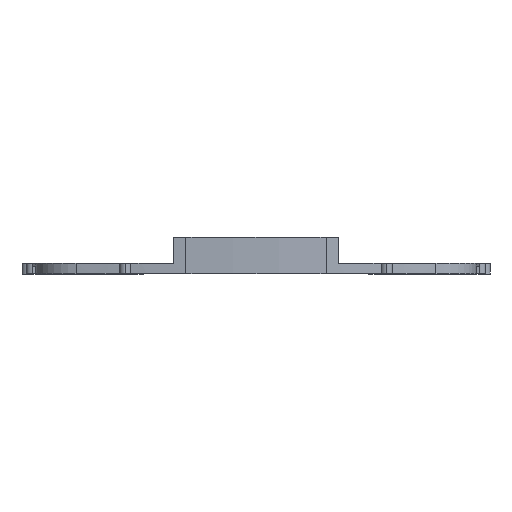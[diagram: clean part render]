
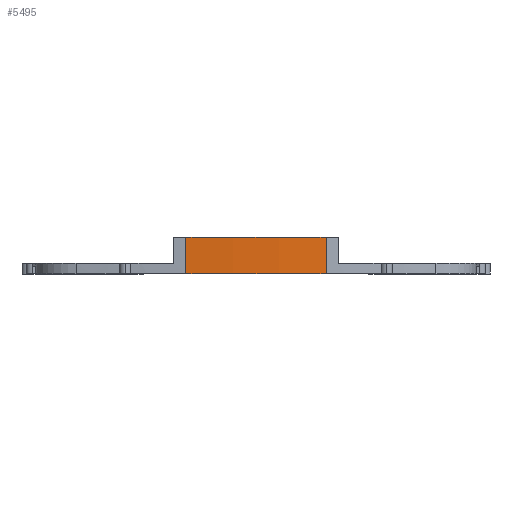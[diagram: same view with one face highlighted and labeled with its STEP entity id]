
A CAD part, top view. The second image highlights one B-rep face of the part: STEP entity #5495.
In plain terms, the highlighted cylindrical face has radius 324.184 mm (diameter 648.369 mm), a partial arc.
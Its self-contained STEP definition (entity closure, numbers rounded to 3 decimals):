
#17 = CARTESIAN_POINT ( 'NONE',  ( -26.817, -2., -1.076 ) ) ;
#62 = CARTESIAN_POINT ( 'NONE',  ( 0., -2., -324.15 ) ) ;
#139 = VERTEX_POINT ( 'NONE', #10669 ) ;
#294 = DIRECTION ( 'NONE',  ( 0., -1., 0. ) ) ;
#540 = CIRCLE ( 'NONE', #4164, 324.184 ) ;
#573 = EDGE_LOOP ( 'NONE', ( #6600, #5848, #679, #1100 ) ) ;
#679 = ORIENTED_EDGE ( 'NONE', *, *, #9635, .F. ) ;
#760 = VERTEX_POINT ( 'NONE', #17 ) ;
#903 = DIRECTION ( 'NONE',  ( 0., 0., -1. ) ) ;
#1100 = ORIENTED_EDGE ( 'NONE', *, *, #9646, .T. ) ;
#1745 = CARTESIAN_POINT ( 'NONE',  ( 26.817, 2., -1.076 ) ) ;
#1870 = AXIS2_PLACEMENT_3D ( 'NONE', #5361, #5385, #6233 ) ;
#2720 = CYLINDRICAL_SURFACE ( 'NONE', #10416, 324.184 ) ;
#2742 = VERTEX_POINT ( 'NONE', #8880 ) ;
#3187 = VERTEX_POINT ( 'NONE', #5234 ) ;
#3618 = FACE_OUTER_BOUND ( 'NONE', #573, .T. ) ;
#4164 = AXIS2_PLACEMENT_3D ( 'NONE', #62, #5231, #4335 ) ;
#4335 = DIRECTION ( 'NONE',  ( 0., 0., 1. ) ) ;
#4395 = LINE ( 'NONE', #1745, #4775 ) ;
#4775 = VECTOR ( 'NONE', #9241, 1000. ) ;
#5231 = DIRECTION ( 'NONE',  ( 0., -1., 0. ) ) ;
#5234 = CARTESIAN_POINT ( 'NONE',  ( 26.817, -2., -1.076 ) ) ;
#5361 = CARTESIAN_POINT ( 'NONE',  ( 0., 12., -324.15 ) ) ;
#5385 = DIRECTION ( 'NONE',  ( 0., 1., 0. ) ) ;
#5495 = ADVANCED_FACE ( 'NONE', ( #3618 ), #2720, .T. ) ;
#5827 = VECTOR ( 'NONE', #294, 1000. ) ;
#5848 = ORIENTED_EDGE ( 'NONE', *, *, #9571, .F. ) ;
#6233 = DIRECTION ( 'NONE',  ( 0., 0., 1. ) ) ;
#6600 = ORIENTED_EDGE ( 'NONE', *, *, #6828, .F. ) ;
#6828 = EDGE_CURVE ( 'NONE', #3187, #760, #540, .T. ) ;
#8487 = CARTESIAN_POINT ( 'NONE',  ( 0., 2., -324.15 ) ) ;
#8618 = CARTESIAN_POINT ( 'NONE',  ( -26.817, 2., -1.076 ) ) ;
#8880 = CARTESIAN_POINT ( 'NONE',  ( -26.817, 12., -1.076 ) ) ;
#9241 = DIRECTION ( 'NONE',  ( 0., -1., 0. ) ) ;
#9571 = EDGE_CURVE ( 'NONE', #139, #3187, #4395, .T. ) ;
#9635 = EDGE_CURVE ( 'NONE', #2742, #139, #10716, .T. ) ;
#9646 = EDGE_CURVE ( 'NONE', #2742, #760, #10205, .T. ) ;
#10016 = DIRECTION ( 'NONE',  ( 0., -1., 0. ) ) ;
#10205 = LINE ( 'NONE', #8618, #5827 ) ;
#10416 = AXIS2_PLACEMENT_3D ( 'NONE', #8487, #10016, #903 ) ;
#10669 = CARTESIAN_POINT ( 'NONE',  ( 26.817, 12., -1.076 ) ) ;
#10716 = CIRCLE ( 'NONE', #1870, 324.184 ) ;
